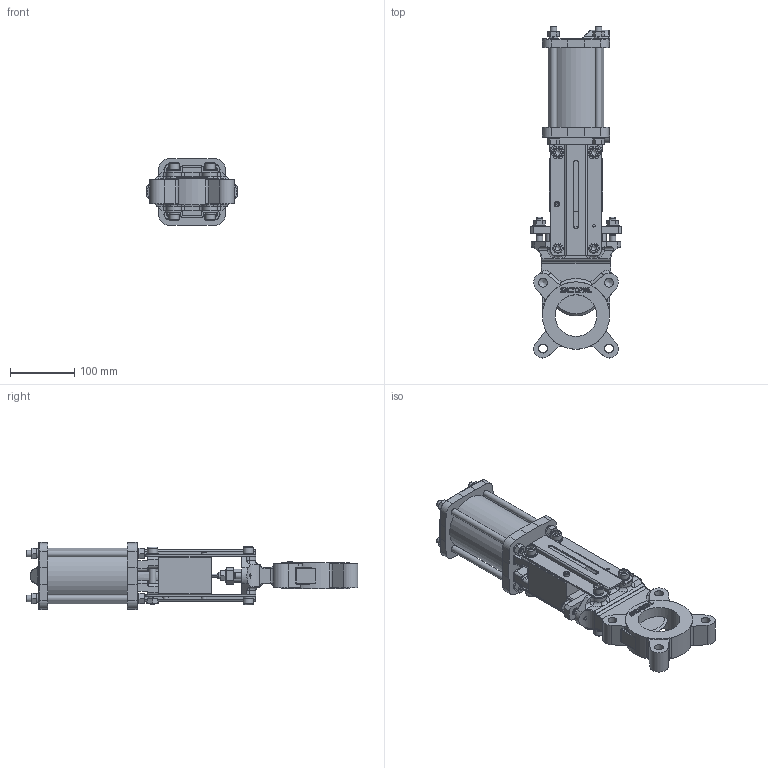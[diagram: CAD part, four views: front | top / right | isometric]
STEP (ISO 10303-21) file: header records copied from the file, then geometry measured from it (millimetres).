
FILE_DESCRIPTION(/* description */ (''),/* implementation_level */ '2;1');
FILE_NAME(/* name */ 'S170-172-176-178-VG-PN-DN65.stp',/* time_stamp */ '2015-01-06T14:32:21+01:00',/* author */ ('fballet'),/* organization */ (''),/* preprocessor_version */ 'ST-DEVELOPER v15.2',/* originating_system */ 'Autodesk Inventor 2014',/* authorisation */ '');
FILE_SCHEMA (('AUTOMOTIVE_DESIGN { 1 0 10303 214 3 1 1 }'));
Length unit declared in the file: millimetre
Products named in the file (1): S170-172-176-178-VG-PN-DN65
Bounding box: 141 x 516.97 x 105 mm (x, y, z)
Volume: 2455711.5 mm3; surface area: 300031.7 mm2
Topology: 10 solids, 10 shells, 1242 faces, 3108 edges, 1946 vertices
Faces by surface type: plane 556, cylinder 290, cone 210, bspline 108, torus 68, sphere 10
Full cylindrical faces by diameter (mm): 3.5 x2, 4.2 x3, 8.5 x13, 10 x23, 10.2 x14, 10.5 x18, 11 x4, 12 x2, 14 x6, 15.4 x14, 16 x6, 20 x5, 65 x1, 87 x1, 105 x1
Entity records: 40898 total; most frequent: CARTESIAN_POINT 12178, ORIENTED_EDGE 5822, DIRECTION 5641, EDGE_CURVE 2911, AXIS2_PLACEMENT_3D 2195, VERTEX_POINT 1881, EDGE_LOOP 1510, LINE 1251
